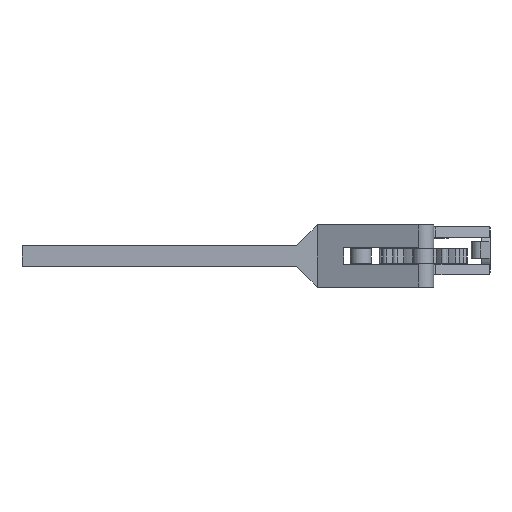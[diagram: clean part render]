
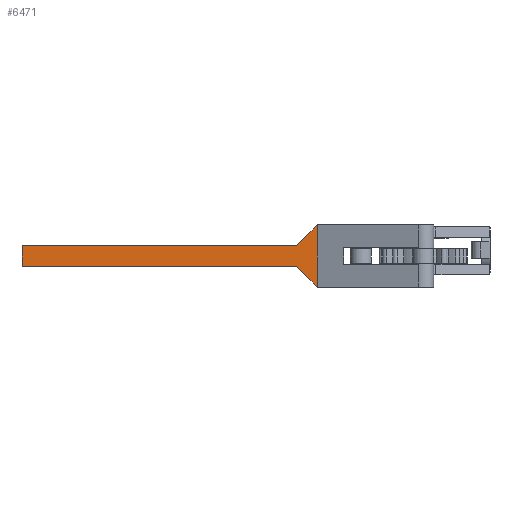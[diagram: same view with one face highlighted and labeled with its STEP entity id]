
A CAD part, left-side view. The second image highlights one B-rep face of the part: STEP entity #6471.
In plain terms, the highlighted planar face has unit normal (-1, 0, 0).
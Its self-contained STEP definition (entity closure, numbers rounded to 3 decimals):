
#327=PLANE('',#7310);
#643=FACE_OUTER_BOUND('',#1057,.T.);
#1057=EDGE_LOOP('',(#5532,#5533,#5534,#5535,#5536,#5537));
#1914=LINE('',#11182,#2367);
#1918=LINE('',#11191,#2371);
#1922=LINE('',#11199,#2375);
#1925=LINE('',#11204,#2378);
#1926=LINE('',#11206,#2379);
#1927=LINE('',#11207,#2380);
#2367=VECTOR('',#9081,1.);
#2371=VECTOR('',#9087,1.);
#2375=VECTOR('',#9093,1.);
#2378=VECTOR('',#9098,1.);
#2379=VECTOR('',#9099,1.);
#2380=VECTOR('',#9100,1.);
#2991=VERTEX_POINT('',#11180);
#2992=VERTEX_POINT('',#11181);
#2995=VERTEX_POINT('',#11189);
#2996=VERTEX_POINT('',#11190);
#2999=VERTEX_POINT('',#11198);
#3001=VERTEX_POINT('',#11205);
#3861=EDGE_CURVE('',#2991,#2992,#1914,.F.);
#3865=EDGE_CURVE('',#2995,#2996,#1918,.F.);
#3869=EDGE_CURVE('',#2999,#2995,#1922,.T.);
#3872=EDGE_CURVE('',#2996,#2991,#1925,.T.);
#3873=EDGE_CURVE('',#2992,#3001,#1926,.T.);
#3874=EDGE_CURVE('',#2999,#3001,#1927,.T.);
#5532=ORIENTED_EDGE('',*,*,#3869,.T.);
#5533=ORIENTED_EDGE('',*,*,#3865,.T.);
#5534=ORIENTED_EDGE('',*,*,#3872,.T.);
#5535=ORIENTED_EDGE('',*,*,#3861,.T.);
#5536=ORIENTED_EDGE('',*,*,#3873,.T.);
#5537=ORIENTED_EDGE('',*,*,#3874,.F.);
#6471=ADVANCED_FACE('',(#643),#327,.F.);
#7310=AXIS2_PLACEMENT_3D('',#11203,#9096,#9097);
#9081=DIRECTION('',(0.,-0.707,0.707));
#9087=DIRECTION('',(0.,0.707,0.707));
#9093=DIRECTION('',(0.,-1.,0.));
#9096=DIRECTION('center_axis',(1.,0.,0.));
#9097=DIRECTION('ref_axis',(0.,0.,-1.));
#9098=DIRECTION('',(0.,0.,1.));
#9099=DIRECTION('',(0.,1.,0.));
#9100=DIRECTION('',(0.,0.,1.));
#11180=CARTESIAN_POINT('',(-486.,214.305,151.));
#11181=CARTESIAN_POINT('',(-486.,224.305,141.));
#11182=CARTESIAN_POINT('',(-486.,225.081,140.224));
#11189=CARTESIAN_POINT('',(-486.,224.305,131.));
#11190=CARTESIAN_POINT('',(-486.,214.305,121.));
#11191=CARTESIAN_POINT('',(-486.,225.081,131.776));
#11198=CARTESIAN_POINT('',(-486.,356.305,131.));
#11199=CARTESIAN_POINT('',(-486.,219.461,131.));
#11203=CARTESIAN_POINT('Origin',(-486.,232.409,136.));
#11204=CARTESIAN_POINT('',(-486.,214.305,136.));
#11205=CARTESIAN_POINT('',(-486.,356.305,141.));
#11206=CARTESIAN_POINT('',(-486.,219.461,141.));
#11207=CARTESIAN_POINT('',(-486.,356.305,131.));
